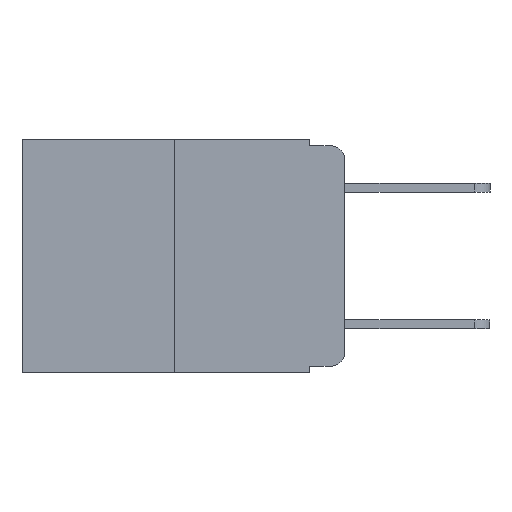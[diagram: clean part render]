
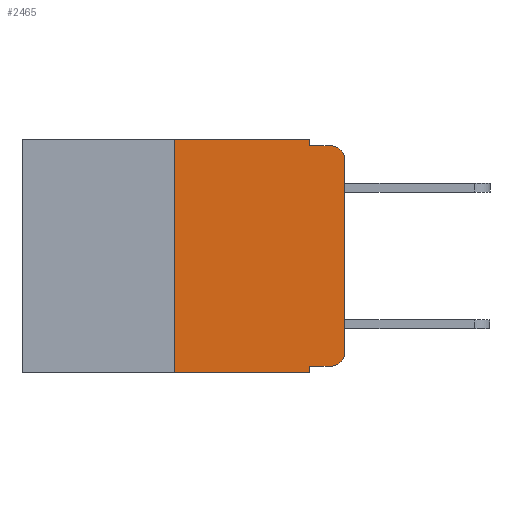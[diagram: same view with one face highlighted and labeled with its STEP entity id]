
A CAD part, left-side view. The second image highlights one B-rep face of the part: STEP entity #2465.
In plain terms, the highlighted planar face has unit normal (-1, 0, 0).
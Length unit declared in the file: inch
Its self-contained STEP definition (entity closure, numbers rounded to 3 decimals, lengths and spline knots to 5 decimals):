
#144 = CARTESIAN_POINT ( 'NONE',  ( 0., 0.051, -0.333 ) ) ;
#357 = DIRECTION ( 'NONE',  ( 0., -1., 0. ) ) ;
#382 = ORIENTED_EDGE ( 'NONE', *, *, #2930, .T. ) ;
#414 = VERTEX_POINT ( 'NONE', #855 ) ;
#427 = ORIENTED_EDGE ( 'NONE', *, *, #1500, .T. ) ;
#561 = ORIENTED_EDGE ( 'NONE', *, *, #2769, .F. ) ;
#615 = ORIENTED_EDGE ( 'NONE', *, *, #9335, .F. ) ;
#641 = ORIENTED_EDGE ( 'NONE', *, *, #9887, .T. ) ;
#855 = CARTESIAN_POINT ( 'NONE',  ( 0., 0., -0.313 ) ) ;
#1230 = DIRECTION ( 'NONE',  ( 0., -1., 0. ) ) ;
#1500 = EDGE_CURVE ( 'NONE', #3977, #8931, #8027, .T. ) ;
#1585 = VERTEX_POINT ( 'NONE', #7139 ) ;
#1616 = EDGE_CURVE ( 'NONE', #1585, #4013, #4066, .T. ) ;
#1820 = CARTESIAN_POINT ( 'NONE',  ( 0., 0.02, -0.03 ) ) ;
#1896 = VERTEX_POINT ( 'NONE', #7762 ) ;
#2036 = VECTOR ( 'NONE', #3242, 39.37008 ) ;
#2038 = CARTESIAN_POINT ( 'NONE',  ( 0., 0.051, 0. ) ) ;
#2289 = CARTESIAN_POINT ( 'NONE',  ( 0., 0.02, -0.01 ) ) ;
#2418 = VERTEX_POINT ( 'NONE', #5879 ) ;
#2465 = ADVANCED_FACE ( 'NONE', ( #9084 ), #5632, .F. ) ;
#2696 = EDGE_CURVE ( 'NONE', #2418, #1585, #3722, .T. ) ;
#2769 = EDGE_CURVE ( 'NONE', #4013, #7349, #10946, .T. ) ;
#2871 = DIRECTION ( 'NONE',  ( 0., 0., -1. ) ) ;
#2930 = EDGE_CURVE ( 'NONE', #8931, #414, #8974, .T. ) ;
#3056 = VECTOR ( 'NONE', #8928, 39.37008 ) ;
#3242 = DIRECTION ( 'NONE',  ( 0., 0., 1. ) ) ;
#3361 = LINE ( 'NONE', #9586, #3056 ) ;
#3642 = AXIS2_PLACEMENT_3D ( 'NONE', #1820, #7914, #2871 ) ;
#3656 = ORIENTED_EDGE ( 'NONE', *, *, #1616, .F. ) ;
#3671 = CARTESIAN_POINT ( 'NONE',  ( 0., 0.051, -0.333 ) ) ;
#3722 = LINE ( 'NONE', #9846, #7859 ) ;
#3771 = VECTOR ( 'NONE', #7346, 39.37008 ) ;
#3973 = DIRECTION ( 'NONE',  ( 0., 0., -1. ) ) ;
#3977 = VERTEX_POINT ( 'NONE', #3671 ) ;
#4013 = VERTEX_POINT ( 'NONE', #8392 ) ;
#4066 = LINE ( 'NONE', #5708, #3771 ) ;
#4773 = CARTESIAN_POINT ( 'NONE',  ( 0., 0.051, -0.01 ) ) ;
#4795 = AXIS2_PLACEMENT_3D ( 'NONE', #9252, #9098, #9037 ) ;
#4820 = LINE ( 'NONE', #4982, #2036 ) ;
#4982 = CARTESIAN_POINT ( 'NONE',  ( 0., 0., 0. ) ) ;
#4999 = ORIENTED_EDGE ( 'NONE', *, *, #2696, .F. ) ;
#5285 = EDGE_CURVE ( 'NONE', #6070, #2418, #8926, .T. ) ;
#5399 = AXIS2_PLACEMENT_3D ( 'NONE', #6594, #7090, #7167 ) ;
#5481 = LINE ( 'NONE', #2038, #9085 ) ;
#5530 = VERTEX_POINT ( 'NONE', #8007 ) ;
#5632 = PLANE ( 'NONE',  #5399 ) ;
#5658 = VECTOR ( 'NONE', #357, 39.37008 ) ;
#5708 = CARTESIAN_POINT ( 'NONE',  ( 0., 0.051, 0. ) ) ;
#5879 = CARTESIAN_POINT ( 'NONE',  ( 0., 0.25, 0. ) ) ;
#6070 = VERTEX_POINT ( 'NONE', #10249 ) ;
#6153 = ORIENTED_EDGE ( 'NONE', *, *, #8081, .T. ) ;
#6353 = CARTESIAN_POINT ( 'NONE',  ( 0., 0.25, 0. ) ) ;
#6594 = CARTESIAN_POINT ( 'NONE',  ( 0., 0.473, 0. ) ) ;
#6638 = CIRCLE ( 'NONE', #3642, 0.02 ) ;
#7028 = ORIENTED_EDGE ( 'NONE', *, *, #5285, .F. ) ;
#7090 = DIRECTION ( 'NONE',  ( 1., 0., 0. ) ) ;
#7139 = CARTESIAN_POINT ( 'NONE',  ( 0., 0.051, 0. ) ) ;
#7167 = DIRECTION ( 'NONE',  ( 0., 0., -1. ) ) ;
#7346 = DIRECTION ( 'NONE',  ( 0., 0., -1. ) ) ;
#7349 = VERTEX_POINT ( 'NONE', #2289 ) ;
#7461 = ORIENTED_EDGE ( 'NONE', *, *, #10816, .T. ) ;
#7672 = CARTESIAN_POINT ( 'NONE',  ( 0., 0.02, -0.333 ) ) ;
#7762 = CARTESIAN_POINT ( 'NONE',  ( 0., 0., -0.03 ) ) ;
#7859 = VECTOR ( 'NONE', #9970, 39.37008 ) ;
#7914 = DIRECTION ( 'NONE',  ( -1., 0., 0. ) ) ;
#8007 = CARTESIAN_POINT ( 'NONE',  ( 0., 0.051, -0.343 ) ) ;
#8027 = LINE ( 'NONE', #144, #5658 ) ;
#8081 = EDGE_CURVE ( 'NONE', #6070, #5530, #3361, .T. ) ;
#8255 = EDGE_LOOP ( 'NONE', ( #7461, #641, #561, #3656, #4999, #7028, #6153, #615, #427, #382 ) ) ;
#8392 = CARTESIAN_POINT ( 'NONE',  ( 0., 0.051, -0.01 ) ) ;
#8875 = VECTOR ( 'NONE', #1230, 39.37008 ) ;
#8926 = LINE ( 'NONE', #6353, #10330 ) ;
#8928 = DIRECTION ( 'NONE',  ( 0., -1., 0. ) ) ;
#8931 = VERTEX_POINT ( 'NONE', #7672 ) ;
#8974 = CIRCLE ( 'NONE', #4795, 0.02 ) ;
#9037 = DIRECTION ( 'NONE',  ( 0., 0., -1. ) ) ;
#9084 = FACE_OUTER_BOUND ( 'NONE', #8255, .T. ) ;
#9085 = VECTOR ( 'NONE', #3973, 39.37008 ) ;
#9098 = DIRECTION ( 'NONE',  ( -1., 0., 0. ) ) ;
#9252 = CARTESIAN_POINT ( 'NONE',  ( 0., 0.02, -0.313 ) ) ;
#9335 = EDGE_CURVE ( 'NONE', #3977, #5530, #5481, .T. ) ;
#9586 = CARTESIAN_POINT ( 'NONE',  ( 0., 0.473, -0.343 ) ) ;
#9846 = CARTESIAN_POINT ( 'NONE',  ( 0., 0.473, 0. ) ) ;
#9887 = EDGE_CURVE ( 'NONE', #1896, #7349, #6638, .T. ) ;
#9970 = DIRECTION ( 'NONE',  ( 0., -1., 0. ) ) ;
#10249 = CARTESIAN_POINT ( 'NONE',  ( 0., 0.25, -0.343 ) ) ;
#10330 = VECTOR ( 'NONE', #10584, 39.37008 ) ;
#10584 = DIRECTION ( 'NONE',  ( 0., 0., 1. ) ) ;
#10816 = EDGE_CURVE ( 'NONE', #414, #1896, #4820, .T. ) ;
#10946 = LINE ( 'NONE', #4773, #8875 ) ;
